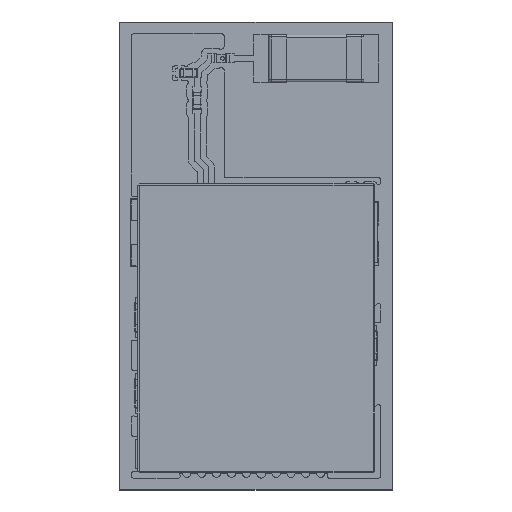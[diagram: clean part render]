
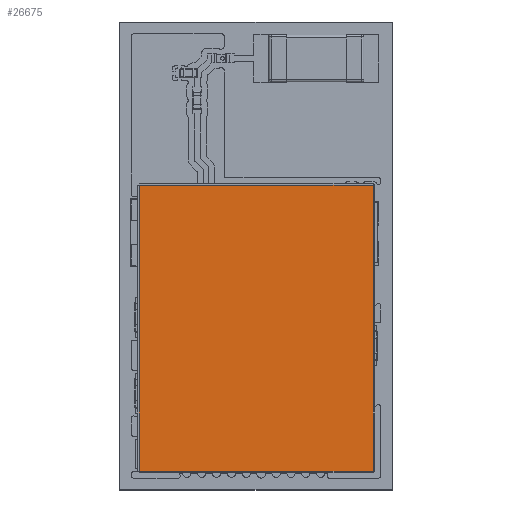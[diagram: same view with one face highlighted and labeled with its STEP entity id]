
A CAD part, top view. The second image highlights one B-rep face of the part: STEP entity #26675.
In plain terms, the highlighted planar face has unit normal (0, 0, 1).
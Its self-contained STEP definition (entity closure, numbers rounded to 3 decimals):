
#3055=FACE_OUTER_BOUND('',#4552,.T.);
#4552=EDGE_LOOP('',(#23581,#23582,#23583,#23584));
#7116=LINE('',#46059,#9800);
#7117=LINE('',#46061,#9801);
#7118=LINE('',#46063,#9802);
#7119=LINE('',#46064,#9803);
#9800=VECTOR('',#37944,1.);
#9801=VECTOR('',#37945,1.);
#9802=VECTOR('',#37946,1.);
#9803=VECTOR('',#37947,1.);
#13221=VERTEX_POINT('',#46057);
#13222=VERTEX_POINT('',#46058);
#13223=VERTEX_POINT('',#46060);
#13224=VERTEX_POINT('',#46062);
#16710=EDGE_CURVE('',#13221,#13222,#7116,.T.);
#16711=EDGE_CURVE('',#13222,#13223,#7117,.T.);
#16712=EDGE_CURVE('',#13223,#13224,#7118,.T.);
#16713=EDGE_CURVE('',#13224,#13221,#7119,.T.);
#23581=ORIENTED_EDGE('',*,*,#16710,.T.);
#23582=ORIENTED_EDGE('',*,*,#16711,.T.);
#23583=ORIENTED_EDGE('',*,*,#16712,.T.);
#23584=ORIENTED_EDGE('',*,*,#16713,.T.);
#25247=PLANE('',#30539);
#26675=ADVANCED_FACE('',(#3055),#25247,.T.);
#30539=AXIS2_PLACEMENT_3D('',#46056,#37942,#37943);
#37942=DIRECTION('center_axis',(0.,0.,1.));
#37943=DIRECTION('ref_axis',(1.,0.,0.));
#37944=DIRECTION('',(0.,-1.,0.));
#37945=DIRECTION('',(1.,0.,0.));
#37946=DIRECTION('',(0.,1.,0.));
#37947=DIRECTION('',(-1.,0.,0.));
#46056=CARTESIAN_POINT('Origin',(-0.065,-0.02,1.4));
#46057=CARTESIAN_POINT('',(-3.99,4.78,1.4));
#46058=CARTESIAN_POINT('',(-3.99,-4.82,1.4));
#46059=CARTESIAN_POINT('',(-3.99,-0.02,1.4));
#46060=CARTESIAN_POINT('',(3.86,-4.82,1.4));
#46061=CARTESIAN_POINT('',(-0.065,-4.82,1.4));
#46062=CARTESIAN_POINT('',(3.86,4.78,1.4));
#46063=CARTESIAN_POINT('',(3.86,-0.02,1.4));
#46064=CARTESIAN_POINT('',(-0.065,4.78,1.4));
